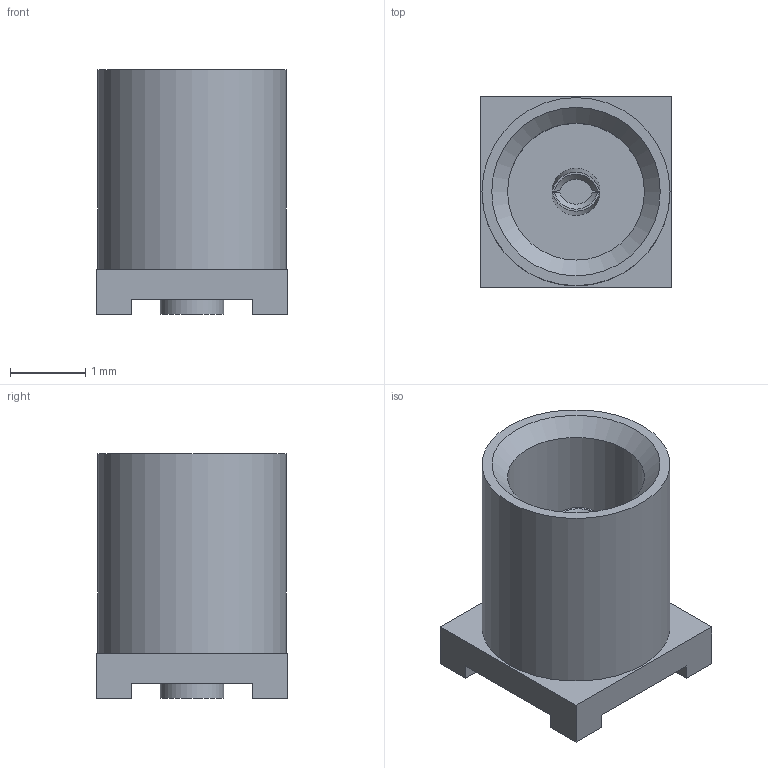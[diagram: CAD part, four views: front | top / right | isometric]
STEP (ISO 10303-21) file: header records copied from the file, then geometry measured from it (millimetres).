
FILE_DESCRIPTION(/* description */ (''),/* implementation_level */ '2;1');
FILE_NAME(/* name */ 'Molex 0734130040.step',/* time_stamp */ '2022-07-03T03:00:01+01:00',/* author */ (''),/* organization */ (''),/* preprocessor_version */ 'ST-DEVELOPER v19',/* originating_system */ 'Autodesk Translation Framework v11.7.0.108',/* authorisation */ '');
FILE_SCHEMA (('AUTOMOTIVE_DESIGN { 1 0 10303 214 3 1 1 }'));
Length unit declared in the file: millimetre
Products named in the file (1): Molex 0734130040
Bounding box: 2.55 x 2.55 x 3.25 mm (x, y, z)
Volume: 10.1 mm3; surface area: 56.8 mm2
Topology: 1 solids, 1 shells, 39 faces, 94 edges, 62 vertices
Faces by surface type: plane 27, cylinder 8, cone 4
Full cylindrical faces by diameter (mm): 0.84 x1, 1.82 x1, 2.05 x1, 2.5 x1
Entity records: 1208 total; most frequent: CARTESIAN_POINT 232, DIRECTION 190, ORIENTED_EDGE 188, EDGE_CURVE 94, LINE 70, VECTOR 70, VERTEX_POINT 62, AXIS2_PLACEMENT_3D 60
